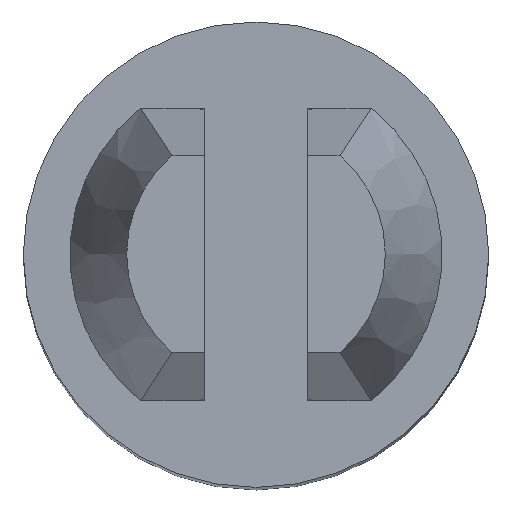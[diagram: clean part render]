
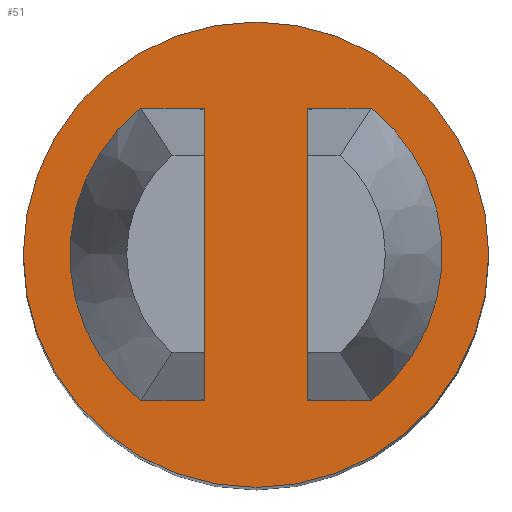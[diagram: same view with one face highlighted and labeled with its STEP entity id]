
A CAD part, top view. The second image highlights one B-rep face of the part: STEP entity #51.
In plain terms, the highlighted planar face has unit normal (0, 0, 1).
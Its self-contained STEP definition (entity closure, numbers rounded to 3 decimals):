
#51 = ADVANCED_FACE( '', ( #119, #120, #121 ), #122, .F. );
#119 = FACE_BOUND( '', #206, .T. );
#120 = FACE_BOUND( '', #207, .T. );
#121 = FACE_OUTER_BOUND( '', #208, .T. );
#122 = PLANE( '', #209 );
#206 = EDGE_LOOP( '', ( #292, #293 ) );
#207 = EDGE_LOOP( '', ( #294, #295 ) );
#208 = EDGE_LOOP( '', ( #296 ) );
#209 = AXIS2_PLACEMENT_3D( '', #297, #298, #299 );
#292 = ORIENTED_EDGE( '', *, *, #493, .T. );
#293 = ORIENTED_EDGE( '', *, *, #494, .T. );
#294 = ORIENTED_EDGE( '', *, *, #495, .T. );
#295 = ORIENTED_EDGE( '', *, *, #496, .F. );
#296 = ORIENTED_EDGE( '', *, *, #497, .F. );
#297 = CARTESIAN_POINT( '', ( -1.5, 0., 7.15 ) );
#298 = DIRECTION( '', ( 0., 0., -1. ) );
#299 = DIRECTION( '', ( -1., 0., 0. ) );
#493 = EDGE_CURVE( '', #574, #575, #576, .T. );
#494 = EDGE_CURVE( '', #575, #574, #577, .T. );
#495 = EDGE_CURVE( '', #578, #579, #580, .T. );
#496 = EDGE_CURVE( '', #578, #579, #581, .T. );
#497 = EDGE_CURVE( '', #582, #582, #583, .T. );
#574 = VERTEX_POINT( '', #697 );
#575 = VERTEX_POINT( '', #698 );
#576 = LINE( '', #699, #700 );
#577 = CIRCLE( '', #701, 1.5 );
#578 = VERTEX_POINT( '', #702 );
#579 = VERTEX_POINT( '', #703 );
#580 = CIRCLE( '', #704, 1.5 );
#581 = LINE( '', #705, #706 );
#582 = VERTEX_POINT( '', #707 );
#583 = CIRCLE( '', #708, 2.25 );
#697 = CARTESIAN_POINT( '', ( 0.5, -1.414, 7.15 ) );
#698 = CARTESIAN_POINT( '', ( 0.5, 1.414, 7.15 ) );
#699 = CARTESIAN_POINT( '', ( 0.5, -2.25, 7.15 ) );
#700 = VECTOR( '', #864, 1000. );
#701 = AXIS2_PLACEMENT_3D( '', #865, #866, #867 );
#702 = CARTESIAN_POINT( '', ( -0.5, -1.414, 7.15 ) );
#703 = CARTESIAN_POINT( '', ( -0.5, 1.414, 7.15 ) );
#704 = AXIS2_PLACEMENT_3D( '', #868, #869, #870 );
#705 = CARTESIAN_POINT( '', ( -0.5, -2.25, 7.15 ) );
#706 = VECTOR( '', #871, 1000. );
#707 = CARTESIAN_POINT( '', ( -2.25, 0., 7.15 ) );
#708 = AXIS2_PLACEMENT_3D( '', #872, #873, #874 );
#864 = DIRECTION( '', ( 0., 1., 0. ) );
#865 = CARTESIAN_POINT( '', ( 0., 0., 7.15 ) );
#866 = DIRECTION( '', ( 0., 0., -1. ) );
#867 = DIRECTION( '', ( -1., 0., 0. ) );
#868 = CARTESIAN_POINT( '', ( 0., 0., 7.15 ) );
#869 = DIRECTION( '', ( 0., 0., -1. ) );
#870 = DIRECTION( '', ( -1., 0., 0. ) );
#871 = DIRECTION( '', ( 0., 1., 0. ) );
#872 = CARTESIAN_POINT( '', ( 0., 0., 7.15 ) );
#873 = DIRECTION( '', ( 0., 0., -1. ) );
#874 = DIRECTION( '', ( -1., 0., 0. ) );
